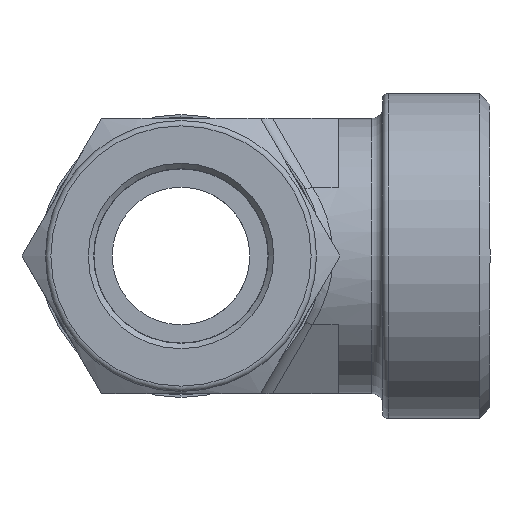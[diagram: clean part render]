
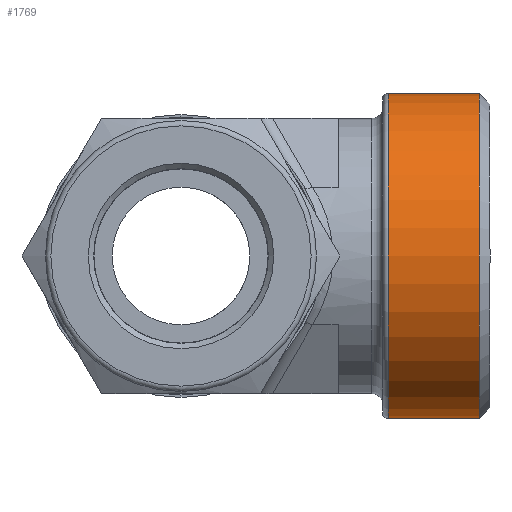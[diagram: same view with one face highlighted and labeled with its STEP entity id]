
A CAD part, left-side view. The second image highlights one B-rep face of the part: STEP entity #1769.
In plain terms, the highlighted cylindrical face has radius 15 mm (diameter 30 mm), a full revolution.
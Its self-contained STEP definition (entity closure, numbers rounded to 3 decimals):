
#91=CYLINDRICAL_SURFACE('',#1995,15.);
#190=CIRCLE('',#1994,15.);
#191=CIRCLE('',#1996,15.);
#192=CIRCLE('',#1997,15.);
#298=FACE_OUTER_BOUND('',#425,.T.);
#425=EDGE_LOOP('',(#1499,#1500,#1501,#1502,#1503));
#541=LINE('',#3266,#654);
#654=VECTOR('',#2494,15.);
#837=VERTEX_POINT('',#3258);
#838=VERTEX_POINT('',#3262);
#839=VERTEX_POINT('',#3263);
#1068=EDGE_CURVE('',#837,#837,#190,.T.);
#1070=EDGE_CURVE('',#838,#839,#191,.T.);
#1071=EDGE_CURVE('',#839,#838,#192,.T.);
#1072=EDGE_CURVE('',#839,#837,#541,.T.);
#1499=ORIENTED_EDGE('',*,*,#1070,.F.);
#1500=ORIENTED_EDGE('',*,*,#1071,.F.);
#1501=ORIENTED_EDGE('',*,*,#1072,.T.);
#1502=ORIENTED_EDGE('',*,*,#1068,.T.);
#1503=ORIENTED_EDGE('',*,*,#1072,.F.);
#1769=ADVANCED_FACE('',(#298),#91,.T.);
#1994=AXIS2_PLACEMENT_3D('',#3259,#2485,#2486);
#1995=AXIS2_PLACEMENT_3D('',#3261,#2488,#2489);
#1996=AXIS2_PLACEMENT_3D('',#3264,#2490,#2491);
#1997=AXIS2_PLACEMENT_3D('',#3265,#2492,#2493);
#2485=DIRECTION('center_axis',(0.,1.,0.));
#2486=DIRECTION('ref_axis',(1.,0.,0.));
#2488=DIRECTION('center_axis',(0.,1.,0.));
#2489=DIRECTION('ref_axis',(-1.,0.,0.));
#2490=DIRECTION('center_axis',(0.,1.,0.));
#2491=DIRECTION('ref_axis',(1.,0.,0.));
#2492=DIRECTION('center_axis',(0.,1.,0.));
#2493=DIRECTION('ref_axis',(1.,0.,0.));
#2494=DIRECTION('',(0.,-1.,0.));
#3258=CARTESIAN_POINT('',(15.,-27.5,0.));
#3259=CARTESIAN_POINT('Origin',(0.,-27.5,
0.));
#3261=CARTESIAN_POINT('Origin',(0.,-23.3,0.));
#3262=CARTESIAN_POINT('',(0.,-19.1,-15.));
#3263=CARTESIAN_POINT('',(15.,-19.1,0.));
#3264=CARTESIAN_POINT('Origin',(0.,-19.1,0.));
#3265=CARTESIAN_POINT('Origin',(0.,-19.1,0.));
#3266=CARTESIAN_POINT('',(15.,-23.3,0.));
